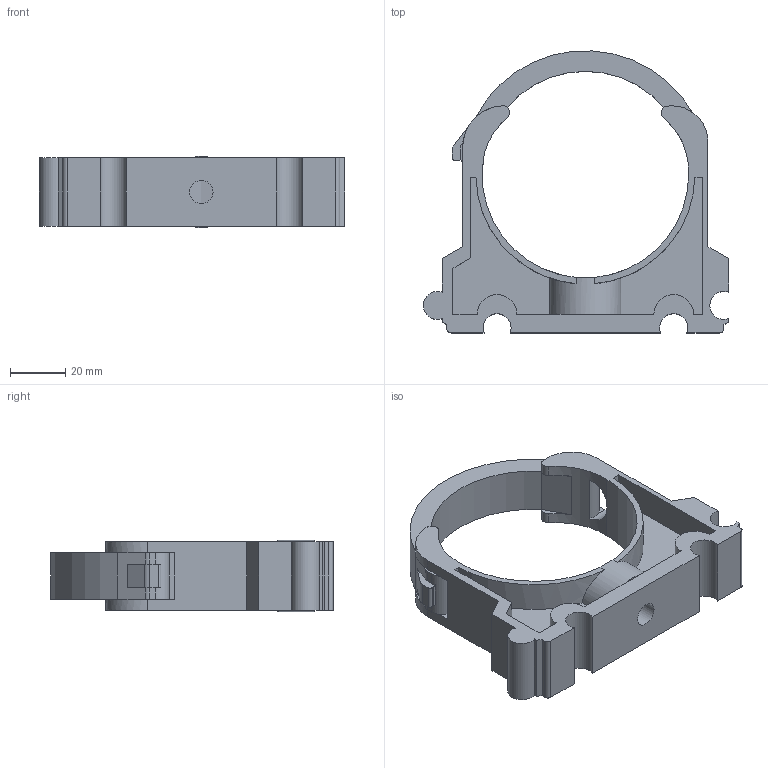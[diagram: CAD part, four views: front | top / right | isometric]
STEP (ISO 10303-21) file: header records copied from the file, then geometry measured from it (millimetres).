
FILE_DESCRIPTION( ( 'STEP AP214' ), ' ' );
FILE_NAME( '5.25.075.stp', '2015-08-26T12:33:38', ( '' ), ( '' ), ' ', 'PARTsolutions', ' ' );
FILE_SCHEMA( ( 'AUTOMOTIVE_DESIGN { 1 0 10303 214 1 1 1 1 }' ) );
Length unit declared in the file: millimetre
Products named in the file (1): _5.25.075
Bounding box: 110.82 x 102.42 x 25.91 mm (x, y, z)
Volume: 64557.5 mm3; surface area: 31547.1 mm2
Topology: 1 solids, 1 shells, 113 faces, 320 edges, 206 vertices
Faces by surface type: plane 72, cylinder 41
Full cylindrical faces by diameter (mm): 8.5 x1, 17 x1
Entity records: 4818 total; most frequent: CARTESIAN_POINT 895, DIRECTION 638, ORIENTED_EDGE 636, EDGE_CURVE 318, AXIS2_PLACEMENT_3D 217, VERTEX_POINT 206, LINE 204, VECTOR 204
